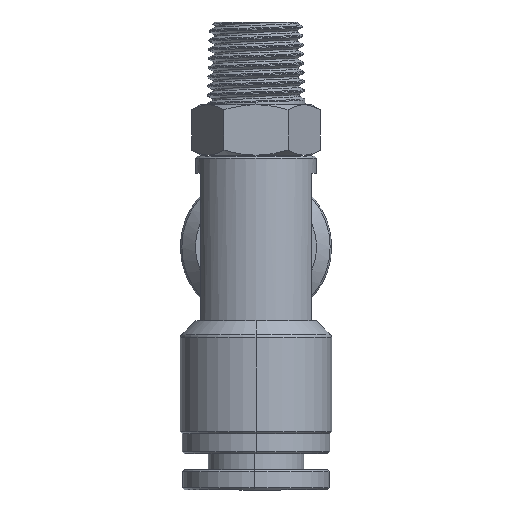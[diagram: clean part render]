
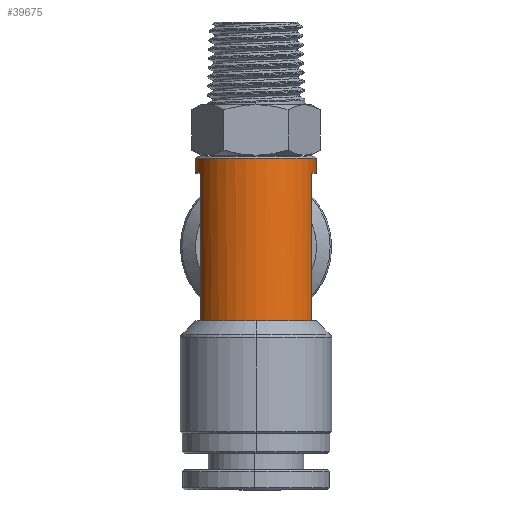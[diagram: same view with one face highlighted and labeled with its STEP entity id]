
A CAD part, front view. The second image highlights one B-rep face of the part: STEP entity #39675.
In plain terms, the highlighted cylindrical face has radius 6 mm (diameter 12 mm), a partial arc.
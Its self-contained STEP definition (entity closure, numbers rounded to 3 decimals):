
#712 = CARTESIAN_POINT ( 'NONE',  ( 5.499, -2.4, 0. ) ) ;
#801 = CARTESIAN_POINT ( 'NONE',  ( 0., 0., -14.6 ) ) ;
#1603 = CIRCLE ( 'NONE', #27200, 6. ) ;
#2398 = EDGE_CURVE ( 'NONE', #47253, #22132, #12703, .T. ) ;
#2416 = VECTOR ( 'NONE', #40055, 1000. ) ;
#3952 = CIRCLE ( 'NONE', #15847, 6. ) ;
#4318 = CARTESIAN_POINT ( 'NONE',  ( 0., 0., 0. ) ) ;
#4636 = DIRECTION ( 'NONE',  ( 1., 0., 0. ) ) ;
#7062 = LINE ( 'NONE', #41513, #36229 ) ;
#7172 = ORIENTED_EDGE ( 'NONE', *, *, #11607, .T. ) ;
#7961 = EDGE_CURVE ( 'NONE', #43117, #17770, #41815, .T. ) ;
#8206 = DIRECTION ( 'NONE',  ( 1., 0., 0. ) ) ;
#8454 = CARTESIAN_POINT ( 'NONE',  ( -5.499, -2.4, 0. ) ) ;
#8988 = ORIENTED_EDGE ( 'NONE', *, *, #22591, .F. ) ;
#9324 = VERTEX_POINT ( 'NONE', #28866 ) ;
#10749 = DIRECTION ( 'NONE',  ( 1., 0., 0. ) ) ;
#11607 = EDGE_CURVE ( 'NONE', #24614, #16487, #1603, .T. ) ;
#12703 = CIRCLE ( 'NONE', #35351, 6. ) ;
#13835 = EDGE_CURVE ( 'NONE', #22132, #24614, #7062, .T. ) ;
#14969 = EDGE_LOOP ( 'NONE', ( #8988, #41176, #38779, #21512, #29161, #36962, #7172, #46881, #32089 ) ) ;
#15739 = LINE ( 'NONE', #48346, #35988 ) ;
#15847 = AXIS2_PLACEMENT_3D ( 'NONE', #20670, #47321, #24486 ) ;
#16057 = DIRECTION ( 'NONE',  ( 0., 0., 1. ) ) ;
#16188 = DIRECTION ( 'NONE',  ( 0., 0., 1. ) ) ;
#16479 = CARTESIAN_POINT ( 'NONE',  ( 6., 0., 1.5 ) ) ;
#16487 = VERTEX_POINT ( 'NONE', #45051 ) ;
#17261 = CARTESIAN_POINT ( 'NONE',  ( -5.499, -2.4, -14.6 ) ) ;
#17770 = VERTEX_POINT ( 'NONE', #8454 ) ;
#18131 = CARTESIAN_POINT ( 'NONE',  ( 0., -6., -14.6 ) ) ;
#19226 = CIRCLE ( 'NONE', #32501, 6. ) ;
#20670 = CARTESIAN_POINT ( 'NONE',  ( 0., 0., 1.5 ) ) ;
#21512 = ORIENTED_EDGE ( 'NONE', *, *, #36102, .T. ) ;
#22132 = VERTEX_POINT ( 'NONE', #28261 ) ;
#22591 = EDGE_CURVE ( 'NONE', #9324, #48036, #38074, .T. ) ;
#24486 = DIRECTION ( 'NONE',  ( 1., 0., 0. ) ) ;
#24614 = VERTEX_POINT ( 'NONE', #712 ) ;
#25507 = DIRECTION ( 'NONE',  ( 0., 0., 1. ) ) ;
#26511 = CYLINDRICAL_SURFACE ( 'NONE', #48099, 6. ) ;
#26736 = VECTOR ( 'NONE', #46466, 1000. ) ;
#27200 = AXIS2_PLACEMENT_3D ( 'NONE', #4318, #30959, #8206 ) ;
#27234 = CARTESIAN_POINT ( 'NONE',  ( -6., 0., -14.6 ) ) ;
#27402 = DIRECTION ( 'NONE',  ( 0., 0., 1. ) ) ;
#28261 = CARTESIAN_POINT ( 'NONE',  ( 5.499, -2.4, -14.6 ) ) ;
#28866 = CARTESIAN_POINT ( 'NONE',  ( -6., 0., 0. ) ) ;
#29161 = ORIENTED_EDGE ( 'NONE', *, *, #2398, .T. ) ;
#30702 = CARTESIAN_POINT ( 'NONE',  ( -5.499, -2.4, -14.6 ) ) ;
#30959 = DIRECTION ( 'NONE',  ( 0., 0., 1. ) ) ;
#31301 = FACE_OUTER_BOUND ( 'NONE', #14969, .T. ) ;
#31994 = VERTEX_POINT ( 'NONE', #16479 ) ;
#32089 = ORIENTED_EDGE ( 'NONE', *, *, #33941, .T. ) ;
#32501 = AXIS2_PLACEMENT_3D ( 'NONE', #38984, #16188, #42837 ) ;
#33941 = EDGE_CURVE ( 'NONE', #31994, #48036, #3952, .T. ) ;
#34978 = EDGE_CURVE ( 'NONE', #9324, #17770, #41371, .T. ) ;
#35188 = CARTESIAN_POINT ( 'NONE',  ( -6., 0., 1.5 ) ) ;
#35351 = AXIS2_PLACEMENT_3D ( 'NONE', #801, #27402, #4636 ) ;
#35988 = VECTOR ( 'NONE', #25507, 1000. ) ;
#36102 = EDGE_CURVE ( 'NONE', #43117, #47253, #19226, .T. ) ;
#36229 = VECTOR ( 'NONE', #45342, 1000. ) ;
#36962 = ORIENTED_EDGE ( 'NONE', *, *, #13835, .T. ) ;
#37225 = CARTESIAN_POINT ( 'NONE',  ( 0., 0., -14.6 ) ) ;
#38074 = LINE ( 'NONE', #27234, #26736 ) ;
#38779 = ORIENTED_EDGE ( 'NONE', *, *, #7961, .F. ) ;
#38846 = CARTESIAN_POINT ( 'NONE',  ( 0., 0., 0. ) ) ;
#38984 = CARTESIAN_POINT ( 'NONE',  ( 0., 0., -14.6 ) ) ;
#39675 = ADVANCED_FACE ( 'NONE', ( #31301 ), #26511, .T. ) ;
#40055 = DIRECTION ( 'NONE',  ( 0., 0., 1. ) ) ;
#41176 = ORIENTED_EDGE ( 'NONE', *, *, #34978, .T. ) ;
#41371 = CIRCLE ( 'NONE', #49420, 6. ) ;
#41513 = CARTESIAN_POINT ( 'NONE',  ( 5.499, -2.4, -14.6 ) ) ;
#41815 = LINE ( 'NONE', #17261, #2416 ) ;
#42711 = DIRECTION ( 'NONE',  ( 1., 0., 0. ) ) ;
#42837 = DIRECTION ( 'NONE',  ( 1., 0., 0. ) ) ;
#43117 = VERTEX_POINT ( 'NONE', #30702 ) ;
#44905 = DIRECTION ( 'NONE',  ( 0., 0., 1. ) ) ;
#45051 = CARTESIAN_POINT ( 'NONE',  ( 6., 0., 0. ) ) ;
#45342 = DIRECTION ( 'NONE',  ( 0., 0., 1. ) ) ;
#46466 = DIRECTION ( 'NONE',  ( 0., 0., 1. ) ) ;
#46881 = ORIENTED_EDGE ( 'NONE', *, *, #48227, .T. ) ;
#47253 = VERTEX_POINT ( 'NONE', #18131 ) ;
#47321 = DIRECTION ( 'NONE',  ( 0., 0., -1. ) ) ;
#48036 = VERTEX_POINT ( 'NONE', #35188 ) ;
#48099 = AXIS2_PLACEMENT_3D ( 'NONE', #37225, #44905, #10749 ) ;
#48227 = EDGE_CURVE ( 'NONE', #16487, #31994, #15739, .T. ) ;
#48346 = CARTESIAN_POINT ( 'NONE',  ( 6., 0., -14.6 ) ) ;
#49420 = AXIS2_PLACEMENT_3D ( 'NONE', #38846, #16057, #42711 ) ;
